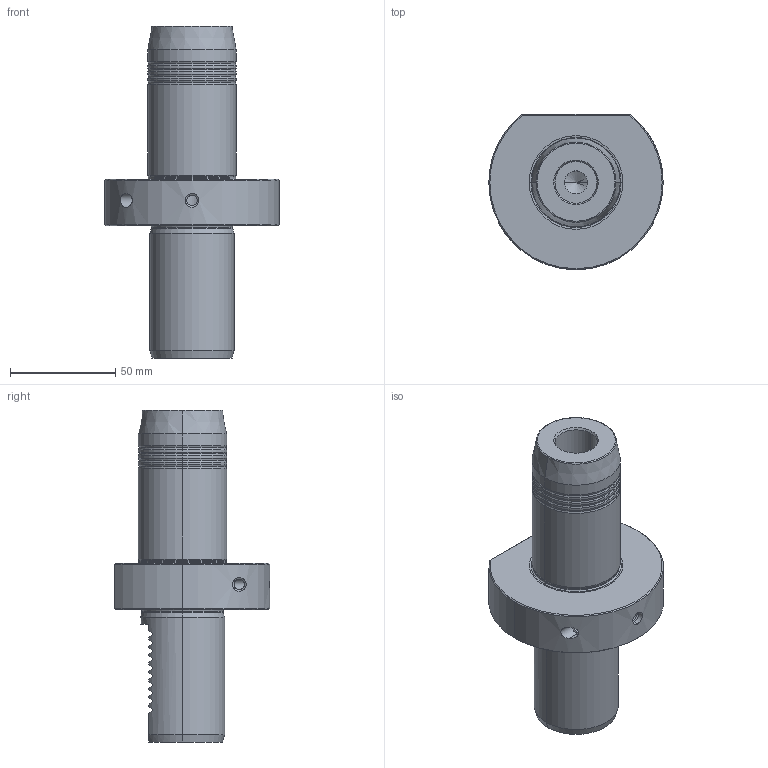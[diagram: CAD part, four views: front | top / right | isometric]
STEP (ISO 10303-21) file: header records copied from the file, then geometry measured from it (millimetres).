
FILE_DESCRIPTION (( 'STEP AP214' ), '1' );
FILE_NAME ('77.VD4.020 x=95_step.STEP', '2022-07-07T10:55:03', ( '' ), ( '' ), 'SwSTEP 2.0', 'SolidWorks 2018', '' );
FILE_SCHEMA (( 'AUTOMOTIVE_DESIGN' ));
Length unit declared in the file: millimetre
Products named in the file (1): 77.VD4.020 x=95_step
Bounding box: 83 x 74 x 158 mm (x, y, z)
Volume: 262400.9 mm3; surface area: 39191 mm2
Topology: 1 solids, 1 shells, 162 faces, 389 edges, 228 vertices
Faces by surface type: cylinder 52, plane 45, cone 37, torus 28
Entity records: 5427 total; most frequent: CARTESIAN_POINT 1483, DIRECTION 766, ORIENTED_EDGE 762, EDGE_CURVE 381, AXIS2_PLACEMENT_3D 307, VERTEX_POINT 228, EDGE_LOOP 175, FACE_OUTER_BOUND 162
